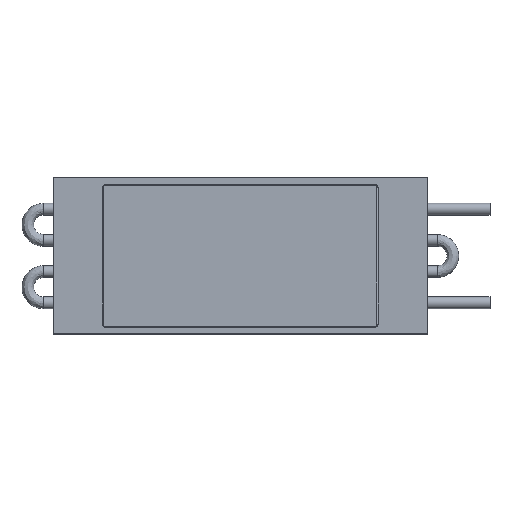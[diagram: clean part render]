
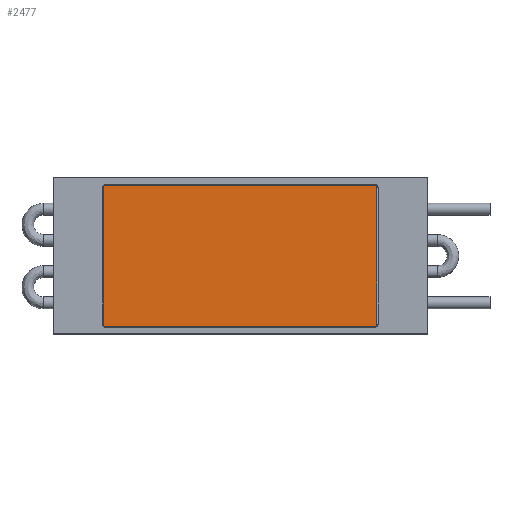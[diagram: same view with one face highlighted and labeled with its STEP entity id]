
A CAD part, top view. The second image highlights one B-rep face of the part: STEP entity #2477.
In plain terms, the highlighted planar face has unit normal (0, 0, 1).
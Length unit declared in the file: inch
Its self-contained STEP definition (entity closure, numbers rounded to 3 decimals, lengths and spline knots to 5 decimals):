
#65 = CARTESIAN_POINT ( 'NONE',  ( 15.39855, 5.94938, 2.80323 ) ) ;
#78 = VERTEX_POINT ( 'NONE', #65 ) ;
#113 = DIRECTION ( 'NONE',  ( 0., -1., 0. ) ) ;
#235 = EDGE_LOOP ( 'NONE', ( #1251, #456, #2295, #2134 ) ) ;
#241 = DIRECTION ( 'NONE',  ( -1., 0., 0. ) ) ;
#333 = LINE ( 'NONE', #457, #2589 ) ;
#364 = VECTOR ( 'NONE', #113, 39.37008 ) ;
#450 = EDGE_CURVE ( 'NONE', #2533, #78, #2441, .T. ) ;
#456 = ORIENTED_EDGE ( 'NONE', *, *, #1131, .F. ) ;
#457 = CARTESIAN_POINT ( 'NONE',  ( 15.39855, 1.44938, 2.80323 ) ) ;
#469 = FACE_OUTER_BOUND ( 'NONE', #235, .T. ) ;
#595 = CARTESIAN_POINT ( 'NONE',  ( 15.39855, 5.94938, 2.80323 ) ) ;
#648 = EDGE_CURVE ( 'NONE', #78, #1223, #1455, .T. ) ;
#751 = VECTOR ( 'NONE', #1501, 39.37008 ) ;
#859 = VECTOR ( 'NONE', #2342, 39.37008 ) ;
#1131 = EDGE_CURVE ( 'NONE', #2070, #2533, #333, .T. ) ;
#1223 = VERTEX_POINT ( 'NONE', #1793 ) ;
#1251 = ORIENTED_EDGE ( 'NONE', *, *, #450, .F. ) ;
#1270 = DIRECTION ( 'NONE',  ( -1., 0., 0. ) ) ;
#1325 = CARTESIAN_POINT ( 'NONE',  ( 24.14855, 1.44938, 2.80323 ) ) ;
#1333 = EDGE_CURVE ( 'NONE', #1223, #2070, #1554, .T. ) ;
#1455 = LINE ( 'NONE', #2374, #859 ) ;
#1481 = PLANE ( 'NONE',  #1823 ) ;
#1484 = CARTESIAN_POINT ( 'NONE',  ( 15.39855, 5.94938, 2.80323 ) ) ;
#1501 = DIRECTION ( 'NONE',  ( 0., 1., 0. ) ) ;
#1554 = LINE ( 'NONE', #2232, #364 ) ;
#1747 = CARTESIAN_POINT ( 'NONE',  ( 15.39855, 1.44938, 2.80323 ) ) ;
#1793 = CARTESIAN_POINT ( 'NONE',  ( 24.14855, 5.94938, 2.80323 ) ) ;
#1823 = AXIS2_PLACEMENT_3D ( 'NONE', #595, #2560, #1270 ) ;
#2070 = VERTEX_POINT ( 'NONE', #1325 ) ;
#2134 = ORIENTED_EDGE ( 'NONE', *, *, #648, .F. ) ;
#2232 = CARTESIAN_POINT ( 'NONE',  ( 24.14855, 5.94938, 2.80323 ) ) ;
#2295 = ORIENTED_EDGE ( 'NONE', *, *, #1333, .F. ) ;
#2342 = DIRECTION ( 'NONE',  ( 1., 0., 0. ) ) ;
#2374 = CARTESIAN_POINT ( 'NONE',  ( 15.39855, 5.94938, 2.80323 ) ) ;
#2441 = LINE ( 'NONE', #1484, #751 ) ;
#2477 = ADVANCED_FACE ( 'NONE', ( #469 ), #1481, .F. ) ;
#2533 = VERTEX_POINT ( 'NONE', #1747 ) ;
#2560 = DIRECTION ( 'NONE',  ( 0., 0., -1. ) ) ;
#2589 = VECTOR ( 'NONE', #241, 39.37008 ) ;
